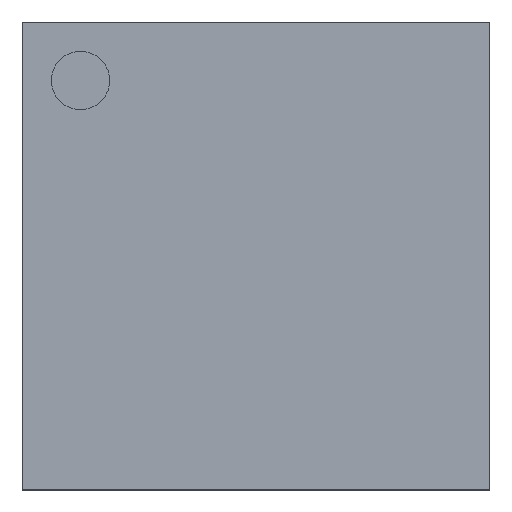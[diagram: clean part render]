
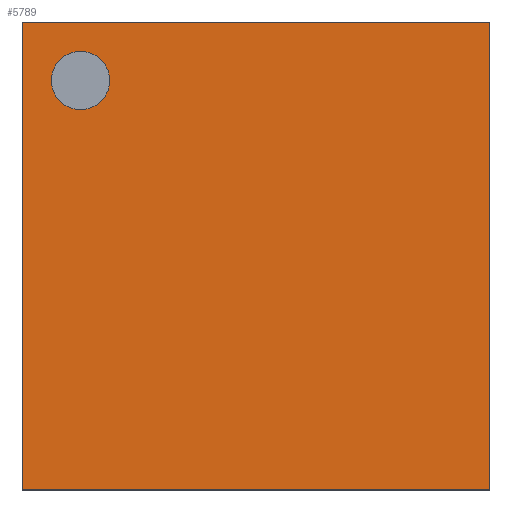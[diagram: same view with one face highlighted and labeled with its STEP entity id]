
A CAD part, top view. The second image highlights one B-rep face of the part: STEP entity #5789.
In plain terms, the highlighted planar face has unit normal (0, 0, 1).
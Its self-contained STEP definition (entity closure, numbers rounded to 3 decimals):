
#5600 = VERTEX_POINT('',#5601);
#5601 = CARTESIAN_POINT('',(-6.,-6.,1.5));
#5608 = PLANE('',#5609);
#5609 = AXIS2_PLACEMENT_3D('',#5610,#5611,#5612);
#5610 = CARTESIAN_POINT('',(-6.,-6.,0.45));
#5611 = DIRECTION('',(1.,0.,0.));
#5612 = DIRECTION('',(0.,0.,1.));
#5620 = PLANE('',#5621);
#5621 = AXIS2_PLACEMENT_3D('',#5622,#5623,#5624);
#5622 = CARTESIAN_POINT('',(-6.,-6.,0.45));
#5623 = DIRECTION('',(0.,1.,0.));
#5624 = DIRECTION('',(0.,0.,1.));
#5661 = VERTEX_POINT('',#5662);
#5662 = CARTESIAN_POINT('',(-6.,6.,1.5));
#5676 = PLANE('',#5677);
#5677 = AXIS2_PLACEMENT_3D('',#5678,#5679,#5680);
#5678 = CARTESIAN_POINT('',(-6.,6.,0.45));
#5679 = DIRECTION('',(0.,1.,0.));
#5680 = DIRECTION('',(0.,0.,1.));
#5688 = EDGE_CURVE('',#5600,#5661,#5689,.T.);
#5689 = SURFACE_CURVE('',#5690,(#5694,#5701),.PCURVE_S1.);
#5690 = LINE('',#5691,#5692);
#5691 = CARTESIAN_POINT('',(-6.,-6.,1.5));
#5692 = VECTOR('',#5693,1.);
#5693 = DIRECTION('',(0.,1.,0.));
#5694 = PCURVE('',#5608,#5695);
#5695 = DEFINITIONAL_REPRESENTATION('',(#5696),#5700);
#5696 = LINE('',#5697,#5698);
#5697 = CARTESIAN_POINT('',(1.05,0.));
#5698 = VECTOR('',#5699,1.);
#5699 = DIRECTION('',(0.,-1.));
#5700 = ( GEOMETRIC_REPRESENTATION_CONTEXT(2) 
PARAMETRIC_REPRESENTATION_CONTEXT() REPRESENTATION_CONTEXT('2D SPACE',''
  ) );
#5701 = PCURVE('',#5702,#5707);
#5702 = PLANE('',#5703);
#5703 = AXIS2_PLACEMENT_3D('',#5704,#5705,#5706);
#5704 = CARTESIAN_POINT('',(-6.,-6.,1.5));
#5705 = DIRECTION('',(0.,0.,1.));
#5706 = DIRECTION('',(1.,0.,0.));
#5707 = DEFINITIONAL_REPRESENTATION('',(#5708),#5712);
#5708 = LINE('',#5709,#5710);
#5709 = CARTESIAN_POINT('',(0.,0.));
#5710 = VECTOR('',#5711,1.);
#5711 = DIRECTION('',(0.,1.));
#5712 = ( GEOMETRIC_REPRESENTATION_CONTEXT(2) 
PARAMETRIC_REPRESENTATION_CONTEXT() REPRESENTATION_CONTEXT('2D SPACE',''
  ) );
#5741 = EDGE_CURVE('',#5600,#5742,#5744,.T.);
#5742 = VERTEX_POINT('',#5743);
#5743 = CARTESIAN_POINT('',(6.,-6.,1.5));
#5744 = SURFACE_CURVE('',#5745,(#5749,#5756),.PCURVE_S1.);
#5745 = LINE('',#5746,#5747);
#5746 = CARTESIAN_POINT('',(-6.,-6.,1.5));
#5747 = VECTOR('',#5748,1.);
#5748 = DIRECTION('',(1.,0.,0.));
#5749 = PCURVE('',#5620,#5750);
#5750 = DEFINITIONAL_REPRESENTATION('',(#5751),#5755);
#5751 = LINE('',#5752,#5753);
#5752 = CARTESIAN_POINT('',(1.05,0.));
#5753 = VECTOR('',#5754,1.);
#5754 = DIRECTION('',(0.,1.));
#5755 = ( GEOMETRIC_REPRESENTATION_CONTEXT(2) 
PARAMETRIC_REPRESENTATION_CONTEXT() REPRESENTATION_CONTEXT('2D SPACE',''
  ) );
#5756 = PCURVE('',#5702,#5757);
#5757 = DEFINITIONAL_REPRESENTATION('',(#5758),#5762);
#5758 = LINE('',#5759,#5760);
#5759 = CARTESIAN_POINT('',(0.,0.));
#5760 = VECTOR('',#5761,1.);
#5761 = DIRECTION('',(1.,0.));
#5762 = ( GEOMETRIC_REPRESENTATION_CONTEXT(2) 
PARAMETRIC_REPRESENTATION_CONTEXT() REPRESENTATION_CONTEXT('2D SPACE',''
  ) );
#5778 = PLANE('',#5779);
#5779 = AXIS2_PLACEMENT_3D('',#5780,#5781,#5782);
#5780 = CARTESIAN_POINT('',(6.,-6.,0.45));
#5781 = DIRECTION('',(1.,0.,0.));
#5782 = DIRECTION('',(0.,0.,1.));
#5789 = ADVANCED_FACE('',(#5790,#5838),#5702,.T.);
#5790 = FACE_BOUND('',#5791,.T.);
#5791 = EDGE_LOOP('',(#5792,#5793,#5794,#5817));
#5792 = ORIENTED_EDGE('',*,*,#5688,.F.);
#5793 = ORIENTED_EDGE('',*,*,#5741,.T.);
#5794 = ORIENTED_EDGE('',*,*,#5795,.T.);
#5795 = EDGE_CURVE('',#5742,#5796,#5798,.T.);
#5796 = VERTEX_POINT('',#5797);
#5797 = CARTESIAN_POINT('',(6.,6.,1.5));
#5798 = SURFACE_CURVE('',#5799,(#5803,#5810),.PCURVE_S1.);
#5799 = LINE('',#5800,#5801);
#5800 = CARTESIAN_POINT('',(6.,-6.,1.5));
#5801 = VECTOR('',#5802,1.);
#5802 = DIRECTION('',(0.,1.,0.));
#5803 = PCURVE('',#5702,#5804);
#5804 = DEFINITIONAL_REPRESENTATION('',(#5805),#5809);
#5805 = LINE('',#5806,#5807);
#5806 = CARTESIAN_POINT('',(12.,0.));
#5807 = VECTOR('',#5808,1.);
#5808 = DIRECTION('',(0.,1.));
#5809 = ( GEOMETRIC_REPRESENTATION_CONTEXT(2) 
PARAMETRIC_REPRESENTATION_CONTEXT() REPRESENTATION_CONTEXT('2D SPACE',''
  ) );
#5810 = PCURVE('',#5778,#5811);
#5811 = DEFINITIONAL_REPRESENTATION('',(#5812),#5816);
#5812 = LINE('',#5813,#5814);
#5813 = CARTESIAN_POINT('',(1.05,0.));
#5814 = VECTOR('',#5815,1.);
#5815 = DIRECTION('',(0.,-1.));
#5816 = ( GEOMETRIC_REPRESENTATION_CONTEXT(2) 
PARAMETRIC_REPRESENTATION_CONTEXT() REPRESENTATION_CONTEXT('2D SPACE',''
  ) );
#5817 = ORIENTED_EDGE('',*,*,#5818,.F.);
#5818 = EDGE_CURVE('',#5661,#5796,#5819,.T.);
#5819 = SURFACE_CURVE('',#5820,(#5824,#5831),.PCURVE_S1.);
#5820 = LINE('',#5821,#5822);
#5821 = CARTESIAN_POINT('',(-6.,6.,1.5));
#5822 = VECTOR('',#5823,1.);
#5823 = DIRECTION('',(1.,0.,0.));
#5824 = PCURVE('',#5702,#5825);
#5825 = DEFINITIONAL_REPRESENTATION('',(#5826),#5830);
#5826 = LINE('',#5827,#5828);
#5827 = CARTESIAN_POINT('',(0.,12.));
#5828 = VECTOR('',#5829,1.);
#5829 = DIRECTION('',(1.,0.));
#5830 = ( GEOMETRIC_REPRESENTATION_CONTEXT(2) 
PARAMETRIC_REPRESENTATION_CONTEXT() REPRESENTATION_CONTEXT('2D SPACE',''
  ) );
#5831 = PCURVE('',#5676,#5832);
#5832 = DEFINITIONAL_REPRESENTATION('',(#5833),#5837);
#5833 = LINE('',#5834,#5835);
#5834 = CARTESIAN_POINT('',(1.05,0.));
#5835 = VECTOR('',#5836,1.);
#5836 = DIRECTION('',(0.,1.));
#5837 = ( GEOMETRIC_REPRESENTATION_CONTEXT(2) 
PARAMETRIC_REPRESENTATION_CONTEXT() REPRESENTATION_CONTEXT('2D SPACE',''
  ) );
#5838 = FACE_BOUND('',#5839,.T.);
#5839 = EDGE_LOOP('',(#5840));
#5840 = ORIENTED_EDGE('',*,*,#5841,.F.);
#5841 = EDGE_CURVE('',#5842,#5842,#5844,.T.);
#5842 = VERTEX_POINT('',#5843);
#5843 = CARTESIAN_POINT('',(-3.75,4.5,1.5));
#5844 = SURFACE_CURVE('',#5845,(#5850,#5857),.PCURVE_S1.);
#5845 = CIRCLE('',#5846,0.75);
#5846 = AXIS2_PLACEMENT_3D('',#5847,#5848,#5849);
#5847 = CARTESIAN_POINT('',(-4.5,4.5,1.5));
#5848 = DIRECTION('',(0.,0.,1.));
#5849 = DIRECTION('',(1.,0.,0.));
#5850 = PCURVE('',#5702,#5851);
#5851 = DEFINITIONAL_REPRESENTATION('',(#5852),#5856);
#5852 = CIRCLE('',#5853,0.75);
#5853 = AXIS2_PLACEMENT_2D('',#5854,#5855);
#5854 = CARTESIAN_POINT('',(1.5,10.5));
#5855 = DIRECTION('',(1.,0.));
#5856 = ( GEOMETRIC_REPRESENTATION_CONTEXT(2) 
PARAMETRIC_REPRESENTATION_CONTEXT() REPRESENTATION_CONTEXT('2D SPACE',''
  ) );
#5857 = PCURVE('',#5858,#5863);
#5858 = CYLINDRICAL_SURFACE('',#5859,0.75);
#5859 = AXIS2_PLACEMENT_3D('',#5860,#5861,#5862);
#5860 = CARTESIAN_POINT('',(-4.5,4.5,1.35));
#5861 = DIRECTION('',(0.,0.,1.));
#5862 = DIRECTION('',(1.,0.,0.));
#5863 = DEFINITIONAL_REPRESENTATION('',(#5864),#5868);
#5864 = LINE('',#5865,#5866);
#5865 = CARTESIAN_POINT('',(0.,0.15));
#5866 = VECTOR('',#5867,1.);
#5867 = DIRECTION('',(1.,0.));
#5868 = ( GEOMETRIC_REPRESENTATION_CONTEXT(2) 
PARAMETRIC_REPRESENTATION_CONTEXT() REPRESENTATION_CONTEXT('2D SPACE',''
  ) );
